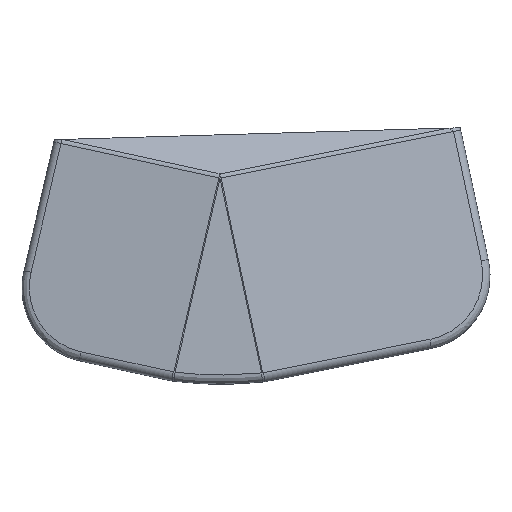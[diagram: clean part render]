
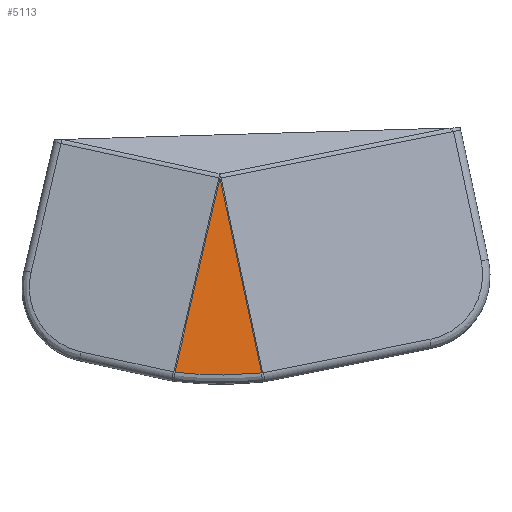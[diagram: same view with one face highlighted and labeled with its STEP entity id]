
A CAD part, top view. The second image highlights one B-rep face of the part: STEP entity #5113.
In plain terms, the highlighted planar face has unit normal (0, 0.087, 0.996).
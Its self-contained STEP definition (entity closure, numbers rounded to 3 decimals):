
#2257 = ( BOUNDED_SURFACE() B_SPLINE_SURFACE(2,5,(
    (#2258,#2259,#2260,#2261,#2262,#2263)
    ,(#2264,#2265,#2266,#2267,#2268,#2269)
    ,(#2270,#2271,#2272,#2273,#2274,#2275
)),.UNSPECIFIED.,.F.,.F.,.F.) B_SPLINE_SURFACE_WITH_KNOTS((3,3),(6,6),(
    0.,109.156),(-0.104,109.052),
.PIECEWISE_BEZIER_KNOTS.) GEOMETRIC_REPRESENTATION_ITEM() 
RATIONAL_B_SPLINE_SURFACE((
    (1.,1.,1.,1.,1.,1.)
    ,(0.676,0.676,0.676,0.676
      ,0.676,0.676)
,(1.,1.,1.,1.,1.,1.))) REPRESENTATION_ITEM('') SURFACE() );
#2258 = CARTESIAN_POINT('',(52.199,-244.643,
    110.496));
#2259 = CARTESIAN_POINT('',(30.542,-247.005,
    110.698));
#2260 = CARTESIAN_POINT('',(8.745,-248.097,
    110.791));
#2261 = CARTESIAN_POINT('',(-13.09,-247.907,
    110.775));
#2262 = CARTESIAN_POINT('',(-34.864,-246.437,
    110.649));
#2263 = CARTESIAN_POINT('',(-56.477,-243.698,
    110.415));
#2264 = CARTESIAN_POINT('',(52.302,-244.632,
    121.403));
#2265 = CARTESIAN_POINT('',(30.596,-247.004,
    121.61));
#2266 = CARTESIAN_POINT('',(8.757,-248.1,
    121.706));
#2267 = CARTESIAN_POINT('',(-13.118,-247.909,
    121.689));
#2268 = CARTESIAN_POINT('',(-34.934,-246.433,
    121.56));
#2269 = CARTESIAN_POINT('',(-56.596,-243.683,
    121.32));
#2270 = CARTESIAN_POINT('',(51.113,-233.831,
    120.458));
#2271 = CARTESIAN_POINT('',(29.923,-236.142,
    120.66));
#2272 = CARTESIAN_POINT('',(8.597,-237.21,
    120.753));
#2273 = CARTESIAN_POINT('',(-12.767,-237.024,
    120.737));
#2274 = CARTESIAN_POINT('',(-34.072,-235.585,
    120.611));
#2275 = CARTESIAN_POINT('',(-55.218,-232.906,
    120.377));
#2652 = CYLINDRICAL_SURFACE('',#2653,10.);
#2653 = AXIS2_PLACEMENT_3D('',#2654,#2655,#2656);
#2654 = CARTESIAN_POINT('',(-0.641,-1.007,
    90.05));
#2655 = DIRECTION('',(0.208,-0.974,0.085)
  );
#2656 = DIRECTION('',(0.128,0.113,0.985));
#4077 = VERTEX_POINT('',#4078);
#4078 = CARTESIAN_POINT('',(49.264,-234.029,
    120.475));
#4199 = EDGE_CURVE('',#4077,#4200,#4202,.T.);
#4200 = VERTEX_POINT('',#4201);
#4201 = CARTESIAN_POINT('',(-53.357,-233.138,
    120.397));
#4202 = SURFACE_CURVE('',#4203,(#4210,#4217),.PCURVE_S1.);
#4203 = ( BOUNDED_CURVE() B_SPLINE_CURVE(5,(#4204,#4205,#4206,#4207,
#4208,#4209),.UNSPECIFIED.,.F.,.F.) B_SPLINE_CURVE_WITH_KNOTS((6,6),(
-0.104,109.052),.PIECEWISE_BEZIER_KNOTS.) CURVE() 
GEOMETRIC_REPRESENTATION_ITEM() RATIONAL_B_SPLINE_CURVE((1.,1.,1.,1.,1.,
1.)) REPRESENTATION_ITEM('') );
#4204 = CARTESIAN_POINT('',(51.113,-233.831,
    120.458));
#4205 = CARTESIAN_POINT('',(29.923,-236.142,
    120.66));
#4206 = CARTESIAN_POINT('',(8.597,-237.21,
    120.753));
#4207 = CARTESIAN_POINT('',(-12.767,-237.024,
    120.737));
#4208 = CARTESIAN_POINT('',(-34.072,-235.585,
    120.611));
#4209 = CARTESIAN_POINT('',(-55.218,-232.906,
    120.377));
#4210 = PCURVE('',#2257,#4211);
#4211 = DEFINITIONAL_REPRESENTATION('',(#4212),#4216);
#4212 = LINE('',#4213,#4214);
#4213 = CARTESIAN_POINT('',(109.156,0.));
#4214 = VECTOR('',#4215,1.);
#4215 = DIRECTION('',(0.,1.));
#4216 = ( GEOMETRIC_REPRESENTATION_CONTEXT(2) 
PARAMETRIC_REPRESENTATION_CONTEXT() REPRESENTATION_CONTEXT('2D SPACE',''
  ) );
#4217 = PCURVE('',#4218,#4223);
#4218 = PLANE('',#4219);
#4219 = AXIS2_PLACEMENT_3D('',#4220,#4221,#4222);
#4220 = CARTESIAN_POINT('',(-1.263,-144.182,
    112.614));
#4221 = DIRECTION('',(0.,-0.087,
    -0.996));
#4222 = DIRECTION('',(0.,-0.996,0.087));
#4223 = DEFINITIONAL_REPRESENTATION('',(#4224),#4231);
#4224 = B_SPLINE_CURVE_WITH_KNOTS('',5,(#4225,#4226,#4227,#4228,#4229,
    #4230),.UNSPECIFIED.,.F.,.F.,(6,6),(-0.104,109.052)
  ,.PIECEWISE_BEZIER_KNOTS.);
#4225 = CARTESIAN_POINT('',(89.992,-52.376));
#4226 = CARTESIAN_POINT('',(92.311,-31.186));
#4227 = CARTESIAN_POINT('',(93.383,-9.86));
#4228 = CARTESIAN_POINT('',(93.197,11.504));
#4229 = CARTESIAN_POINT('',(91.753,32.809));
#4230 = CARTESIAN_POINT('',(89.064,53.955));
#4231 = ( GEOMETRIC_REPRESENTATION_CONTEXT(2) 
PARAMETRIC_REPRESENTATION_CONTEXT() REPRESENTATION_CONTEXT('2D SPACE',''
  ) );
#4322 = CYLINDRICAL_SURFACE('',#4323,10.);
#4323 = AXIS2_PLACEMENT_3D('',#4324,#4325,#4326);
#4324 = CARTESIAN_POINT('',(-55.838,-244.717,
    111.372));
#4325 = DIRECTION('',(0.225,0.971,-0.085)
  );
#4326 = DIRECTION('',(0.,0.087,
    0.996));
#4459 = VERTEX_POINT('',#4460);
#4460 = CARTESIAN_POINT('',(-0.026,-3.017,
    100.264));
#4564 = EDGE_CURVE('',#4459,#4077,#4565,.T.);
#4565 = SURFACE_CURVE('',#4566,(#4570,#4577),.PCURVE_S1.);
#4566 = LINE('',#4567,#4568);
#4567 = CARTESIAN_POINT('',(-0.641,-0.136,
    100.012));
#4568 = VECTOR('',#4569,1.);
#4569 = DIRECTION('',(0.208,-0.974,0.085)
  );
#4570 = PCURVE('',#2652,#4571);
#4571 = DEFINITIONAL_REPRESENTATION('',(#4572),#4576);
#4572 = LINE('',#4573,#4574);
#4573 = CARTESIAN_POINT('',(0.131,0.));
#4574 = VECTOR('',#4575,1.);
#4575 = DIRECTION('',(0.,1.));
#4576 = ( GEOMETRIC_REPRESENTATION_CONTEXT(2) 
PARAMETRIC_REPRESENTATION_CONTEXT() REPRESENTATION_CONTEXT('2D SPACE',''
  ) );
#4577 = PCURVE('',#4218,#4578);
#4578 = DEFINITIONAL_REPRESENTATION('',(#4579),#4583);
#4579 = LINE('',#4580,#4581);
#4580 = CARTESIAN_POINT('',(-144.596,-0.622));
#4581 = VECTOR('',#4582,1.);
#4582 = DIRECTION('',(0.978,-0.208));
#4583 = ( GEOMETRIC_REPRESENTATION_CONTEXT(2) 
PARAMETRIC_REPRESENTATION_CONTEXT() REPRESENTATION_CONTEXT('2D SPACE',''
  ) );
#5113 = ADVANCED_FACE('',(#5114),#4218,.F.);
#5114 = FACE_BOUND('',#5115,.F.);
#5115 = EDGE_LOOP('',(#5116,#5137,#5138));
#5116 = ORIENTED_EDGE('',*,*,#5117,.T.);
#5117 = EDGE_CURVE('',#4200,#4459,#5118,.T.);
#5118 = SURFACE_CURVE('',#5119,(#5123,#5130),.PCURVE_S1.);
#5119 = LINE('',#5120,#5121);
#5120 = CARTESIAN_POINT('',(-55.838,-243.845,
    121.334));
#5121 = VECTOR('',#5122,1.);
#5122 = DIRECTION('',(0.225,0.971,-0.085)
  );
#5123 = PCURVE('',#4218,#5124);
#5124 = DEFINITIONAL_REPRESENTATION('',(#5125),#5129);
#5125 = LINE('',#5126,#5127);
#5126 = CARTESIAN_POINT('',(100.044,54.575));
#5127 = VECTOR('',#5128,1.);
#5128 = DIRECTION('',(-0.974,-0.225));
#5129 = ( GEOMETRIC_REPRESENTATION_CONTEXT(2) 
PARAMETRIC_REPRESENTATION_CONTEXT() REPRESENTATION_CONTEXT('2D SPACE',''
  ) );
#5130 = PCURVE('',#4322,#5131);
#5131 = DEFINITIONAL_REPRESENTATION('',(#5132),#5136);
#5132 = LINE('',#5133,#5134);
#5133 = CARTESIAN_POINT('',(-0.,0.));
#5134 = VECTOR('',#5135,1.);
#5135 = DIRECTION('',(-0.,1.));
#5136 = ( GEOMETRIC_REPRESENTATION_CONTEXT(2) 
PARAMETRIC_REPRESENTATION_CONTEXT() REPRESENTATION_CONTEXT('2D SPACE',''
  ) );
#5137 = ORIENTED_EDGE('',*,*,#4564,.T.);
#5138 = ORIENTED_EDGE('',*,*,#4199,.T.);
